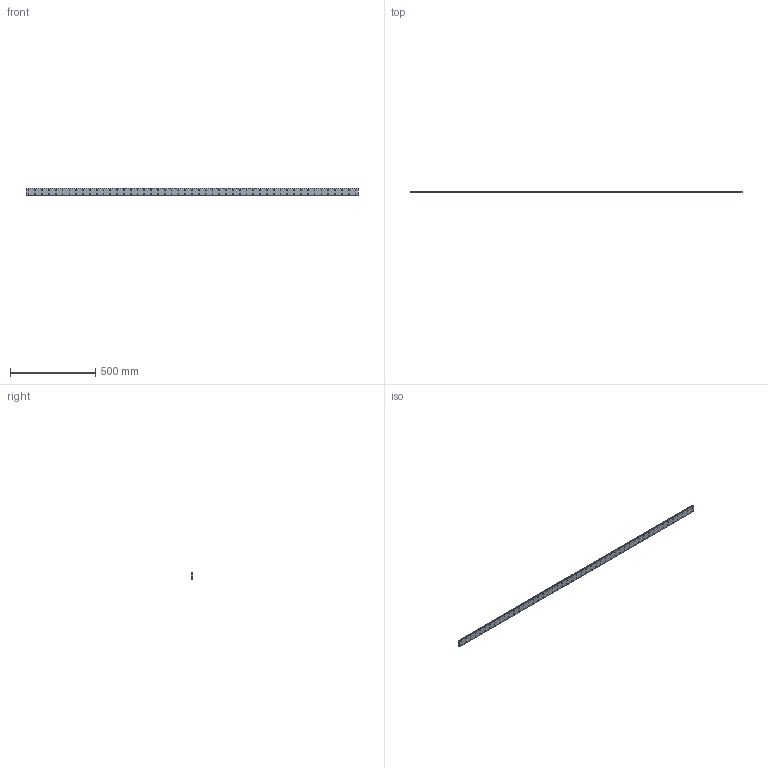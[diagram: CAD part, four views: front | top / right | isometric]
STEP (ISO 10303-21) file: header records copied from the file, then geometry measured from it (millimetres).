
FILE_DESCRIPTION (( 'STEP AP214' ), '1' );
FILE_NAME ('SRS15WSSS-1950LTM_G15_0_0_0_0_0_1.STEP', '2021-08-10T09:09:19', ( '' ), ( '' ), 'SwSTEP 2.0', 'SolidWorks 2021', '' );
FILE_SCHEMA (( 'AUTOMOTIVE_DESIGN' ));
Length unit declared in the file: millimetre
Products named in the file (2): _SRS15WS195015 Track; SRS15WSSS-1950LTM_G15_0_0_0_0_0_1
Assembly tree (1 placements, depth 2):
  SRS15WSSS-1950LTM_G15_0_0_0_0_0_1
    _SRS15WS195015 Track
Bounding box: 1950 x 9.5 x 42 mm (x, y, z)
Volume: 717171.3 mm3; surface area: 214995.4 mm2
Topology: 1 solids, 1 shells, 522 faces, 1266 edges, 844 vertices
Faces by surface type: cylinder 399, plane 123
Entity records: 16186 total; most frequent: DIRECTION 3116, CARTESIAN_POINT 2636, ORIENTED_EDGE 2532, AXIS2_PLACEMENT_3D 1324, EDGE_CURVE 1266, VERTEX_POINT 844, EDGE_LOOP 816, CIRCLE 798
